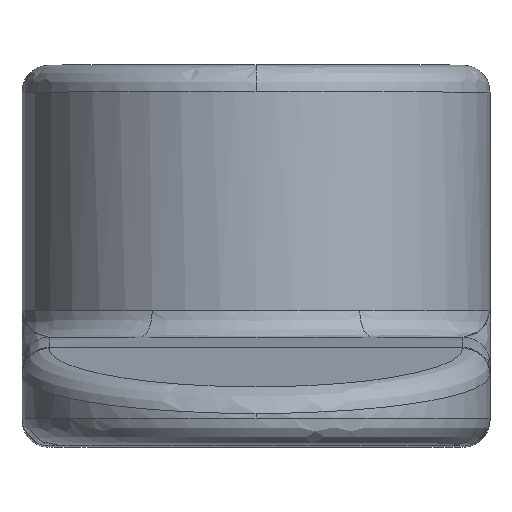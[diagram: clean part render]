
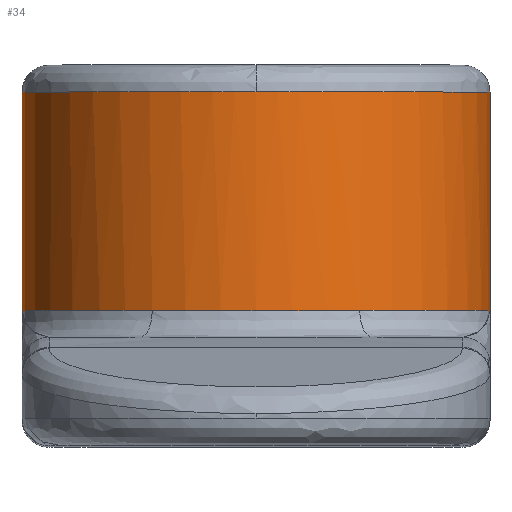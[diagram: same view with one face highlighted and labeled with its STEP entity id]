
A CAD part, top view. The second image highlights one B-rep face of the part: STEP entity #34.
In plain terms, the highlighted free-form (B-spline) face has degree [2, 1] with [9, 2] control points.
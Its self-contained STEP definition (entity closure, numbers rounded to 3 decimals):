
#34=ADVANCED_FACE('',(#105),#1108,.T.);
#105=FACE_OUTER_BOUND('',#176,.T.);
#176=EDGE_LOOP('',(#312,#313,#314,#315,#316,#317,#318));
#312=ORIENTED_EDGE('',*,*,#644,.T.);
#313=ORIENTED_EDGE('',*,*,#650,.T.);
#314=ORIENTED_EDGE('',*,*,#593,.F.);
#315=ORIENTED_EDGE('',*,*,#629,.T.);
#316=ORIENTED_EDGE('',*,*,#651,.T.);
#317=ORIENTED_EDGE('',*,*,#762,.T.);
#318=ORIENTED_EDGE('',*,*,#652,.T.);
#593=EDGE_CURVE('',#957,#954,#895,.T.);
#629=EDGE_CURVE('',#957,#996,#803,.T.);
#644=EDGE_CURVE('',#1009,#1008,#814,.T.);
#650=EDGE_CURVE('',#1008,#954,#904,.T.);
#651=EDGE_CURVE('',#996,#1019,#905,.T.);
#652=EDGE_CURVE('',#1020,#1009,#906,.T.);
#762=EDGE_CURVE('',#1019,#1020,#944,.T.);
#803=B_SPLINE_CURVE_WITH_KNOTS('',1,(#2852,#2853),.UNSPECIFIED.,.F.,.F.,
(2,2),(0.,4.025),.UNSPECIFIED.);
#814=B_SPLINE_CURVE_WITH_KNOTS('',1,(#2886,#2887),.UNSPECIFIED.,.F.,.F.,
(2,2),(-4.025,0.),.UNSPECIFIED.);
#895=(
BOUNDED_CURVE()
B_SPLINE_CURVE(2,(#2775,#2776,#2777),.UNSPECIFIED.,.F.,.F.)
B_SPLINE_CURVE_WITH_KNOTS((3,3),(5.99,11.98),
 .UNSPECIFIED.)
CURVE()
GEOMETRIC_REPRESENTATION_ITEM()
RATIONAL_B_SPLINE_CURVE((1.,0.707,1.))
REPRESENTATION_ITEM('')
);
#904=(
BOUNDED_CURVE()
B_SPLINE_CURVE(2,(#2898,#2899,#2900),.UNSPECIFIED.,.F.,.F.)
B_SPLINE_CURVE_WITH_KNOTS((3,3),(0.,6.776),.UNSPECIFIED.)
CURVE()
GEOMETRIC_REPRESENTATION_ITEM()
RATIONAL_B_SPLINE_CURVE((1.,0.707,1.))
REPRESENTATION_ITEM('')
);
#905=(
BOUNDED_CURVE()
B_SPLINE_CURVE(2,(#2901,#2902,#2903),.UNSPECIFIED.,.F.,.F.)
B_SPLINE_CURVE_WITH_KNOTS((3,3),(0.,4.792),.UNSPECIFIED.)
CURVE()
GEOMETRIC_REPRESENTATION_ITEM()
RATIONAL_B_SPLINE_CURVE((1.,0.85,1.))
REPRESENTATION_ITEM('')
);
#906=(
BOUNDED_CURVE()
B_SPLINE_CURVE(2,(#2904,#2905,#2906),.UNSPECIFIED.,.F.,.F.)
B_SPLINE_CURVE_WITH_KNOTS((3,3),(0.,4.792),.UNSPECIFIED.)
CURVE()
GEOMETRIC_REPRESENTATION_ITEM()
RATIONAL_B_SPLINE_CURVE((1.,0.85,1.))
REPRESENTATION_ITEM('')
);
#944=(
BOUNDED_CURVE()
B_SPLINE_CURVE(3,(#3249,#3250,#3251,#3252,#3253,#3254,#3255,#3256,#3257,
#3258,#3259,#3260,#3261),.UNSPECIFIED.,.F.,.F.)
B_SPLINE_CURVE_WITH_KNOTS((4,3,3,3,4),(0.,0.001,0.002,
0.003,0.004),.UNSPECIFIED.)
CURVE()
GEOMETRIC_REPRESENTATION_ITEM()
RATIONAL_B_SPLINE_CURVE((1.,1.,1.,1.,
1.,1.,1.,1.,
1.,1.,1.,1.,
1.))
REPRESENTATION_ITEM('')
);
#954=VERTEX_POINT('',#2654);
#957=VERTEX_POINT('',#2657);
#996=VERTEX_POINT('',#2696);
#1008=VERTEX_POINT('',#2708);
#1009=VERTEX_POINT('',#2709);
#1019=VERTEX_POINT('',#2719);
#1020=VERTEX_POINT('',#2720);
#1108=(
BOUNDED_SURFACE()
B_SPLINE_SURFACE(2,1,((#1418,#1419),(#1420,#1421),(#1422,#1423),(#1424,
#1425),(#1426,#1427),(#1428,#1429),(#1430,#1431),(#1432,#1433),(#1434,#1435)),
 .UNSPECIFIED.,.T.,.F.,.F.)
B_SPLINE_SURFACE_WITH_KNOTS((3,2,2,2,3),(2,2),(0.,1.571,3.142,
4.712,6.283),(0.,4.845),.UNSPECIFIED.)
GEOMETRIC_REPRESENTATION_ITEM()
RATIONAL_B_SPLINE_SURFACE(((1.,1.),(0.707,0.707),
(1.,1.),(0.707,0.707),(1.,1.),(0.707,
0.707),(1.,1.),(0.707,0.707),(1.,1.)))
REPRESENTATION_ITEM('')
SURFACE()
);
#1418=CARTESIAN_POINT('',(29.2,-1.995,-0.313));
#1419=CARTESIAN_POINT('',(29.2,-6.84,-0.313));
#1420=CARTESIAN_POINT('',(33.513,-1.995,-0.313));
#1421=CARTESIAN_POINT('',(33.513,-6.84,-0.313));
#1422=CARTESIAN_POINT('',(33.513,-1.995,4.));
#1423=CARTESIAN_POINT('',(33.513,-6.84,4.));
#1424=CARTESIAN_POINT('',(33.513,-1.995,8.313));
#1425=CARTESIAN_POINT('',(33.513,-6.84,8.313));
#1426=CARTESIAN_POINT('',(29.2,-1.995,8.313));
#1427=CARTESIAN_POINT('',(29.2,-6.84,8.313));
#1428=CARTESIAN_POINT('',(24.887,-1.995,8.313));
#1429=CARTESIAN_POINT('',(24.887,-6.84,8.313));
#1430=CARTESIAN_POINT('',(24.887,-1.995,4.));
#1431=CARTESIAN_POINT('',(24.887,-6.84,4.));
#1432=CARTESIAN_POINT('',(24.887,-1.995,-0.313));
#1433=CARTESIAN_POINT('',(24.887,-6.84,-0.313));
#1434=CARTESIAN_POINT('',(29.2,-1.995,-0.313));
#1435=CARTESIAN_POINT('',(29.2,-6.84,-0.313));
#2654=CARTESIAN_POINT('',(29.2,-2.4,8.313));
#2657=CARTESIAN_POINT('',(24.887,-2.4,4.));
#2696=CARTESIAN_POINT('',(24.887,-6.425,4.));
#2708=CARTESIAN_POINT('',(33.513,-2.4,4.));
#2709=CARTESIAN_POINT('',(33.513,-6.425,4.));
#2719=CARTESIAN_POINT('',(27.286,-6.425,7.865));
#2720=CARTESIAN_POINT('',(31.114,-6.425,7.865));
#2775=CARTESIAN_POINT('',(24.887,-2.4,4.));
#2776=CARTESIAN_POINT('',(24.887,-2.4,8.313));
#2777=CARTESIAN_POINT('',(29.2,-2.4,8.313));
#2852=CARTESIAN_POINT('',(24.887,-2.4,4.));
#2853=CARTESIAN_POINT('',(24.887,-6.425,4.));
#2886=CARTESIAN_POINT('',(33.513,-6.425,4.));
#2887=CARTESIAN_POINT('',(33.513,-2.4,4.));
#2898=CARTESIAN_POINT('',(33.513,-2.4,4.));
#2899=CARTESIAN_POINT('',(33.513,-2.4,8.313));
#2900=CARTESIAN_POINT('',(29.2,-2.4,8.313));
#2901=CARTESIAN_POINT('',(24.887,-6.425,4.));
#2902=CARTESIAN_POINT('',(24.887,-6.425,6.677));
#2903=CARTESIAN_POINT('',(27.286,-6.425,7.865));
#2904=CARTESIAN_POINT('',(31.114,-6.425,7.865));
#2905=CARTESIAN_POINT('',(33.513,-6.425,6.677));
#2906=CARTESIAN_POINT('',(33.513,-6.425,4.));
#3249=CARTESIAN_POINT('',(27.286,-6.425,7.865));
#3250=CARTESIAN_POINT('',(27.584,-6.425,8.013));
#3251=CARTESIAN_POINT('',(27.896,-6.428,8.125));
#3252=CARTESIAN_POINT('',(28.22,-6.431,8.201));
#3253=CARTESIAN_POINT('',(28.544,-6.434,8.276));
#3254=CARTESIAN_POINT('',(28.873,-6.436,8.314));
#3255=CARTESIAN_POINT('',(29.201,-6.436,8.313));
#3256=CARTESIAN_POINT('',(29.53,-6.436,8.313));
#3257=CARTESIAN_POINT('',(29.865,-6.434,8.275));
#3258=CARTESIAN_POINT('',(30.185,-6.431,8.199));
#3259=CARTESIAN_POINT('',(30.506,-6.428,8.124));
#3260=CARTESIAN_POINT('',(30.816,-6.425,8.013));
#3261=CARTESIAN_POINT('',(31.114,-6.425,7.865));
